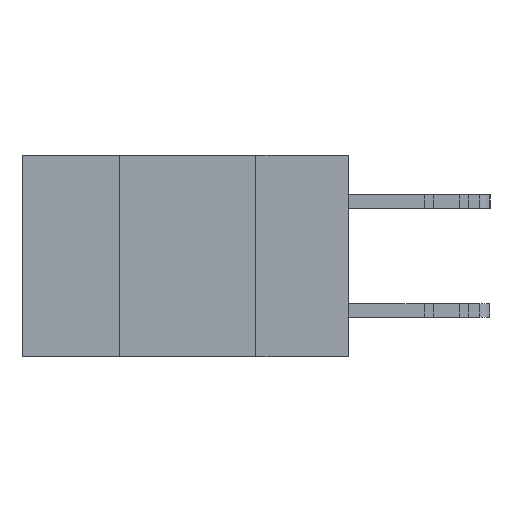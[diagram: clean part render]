
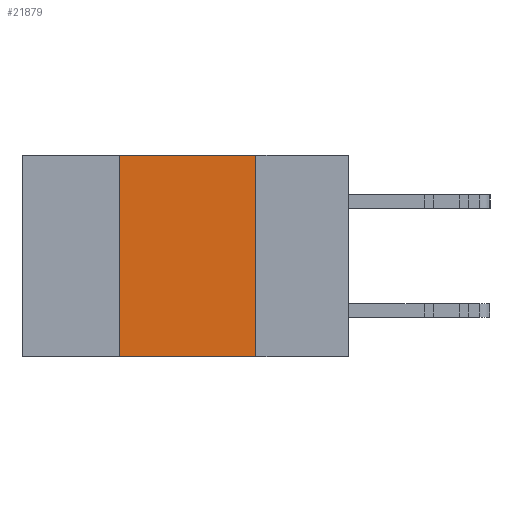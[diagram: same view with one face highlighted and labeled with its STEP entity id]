
A CAD part, left-side view. The second image highlights one B-rep face of the part: STEP entity #21879.
In plain terms, the highlighted planar face has unit normal (-1, 0, 0).
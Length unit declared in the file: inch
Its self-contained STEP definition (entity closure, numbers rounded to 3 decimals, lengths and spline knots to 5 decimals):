
#646 = VECTOR ( 'NONE', #8853, 39.37008 ) ;
#673 = ORIENTED_EDGE ( 'NONE', *, *, #20573, .F. ) ;
#3528 = EDGE_CURVE ( 'NONE', #7227, #24982, #7472, .T. ) ;
#4043 = VECTOR ( 'NONE', #25269, 39.37008 ) ;
#5229 = CARTESIAN_POINT ( 'NONE',  ( 0., 0.6, 0. ) ) ;
#5299 = CARTESIAN_POINT ( 'NONE',  ( 0., 0.17, 0. ) ) ;
#6126 = LINE ( 'NONE', #8286, #12643 ) ;
#6999 = PLANE ( 'NONE',  #14360 ) ;
#7193 = ORIENTED_EDGE ( 'NONE', *, *, #3528, .F. ) ;
#7227 = VERTEX_POINT ( 'NONE', #23650 ) ;
#7472 = LINE ( 'NONE', #26193, #22894 ) ;
#8286 = CARTESIAN_POINT ( 'NONE',  ( 0., 0.6, 0. ) ) ;
#8853 = DIRECTION ( 'NONE',  ( 0., 0., -1. ) ) ;
#9882 = EDGE_LOOP ( 'NONE', ( #20489, #673, #7193, #15529 ) ) ;
#10162 = VERTEX_POINT ( 'NONE', #5299 ) ;
#12643 = VECTOR ( 'NONE', #14399, 39.37008 ) ;
#12648 = EDGE_CURVE ( 'NONE', #7227, #18483, #23097, .T. ) ;
#13215 = CARTESIAN_POINT ( 'NONE',  ( 0., 0.42, 0. ) ) ;
#13645 = DIRECTION ( 'NONE',  ( 1., 0., 0. ) ) ;
#14360 = AXIS2_PLACEMENT_3D ( 'NONE', #5229, #13645, #17160 ) ;
#14399 = DIRECTION ( 'NONE',  ( 0., -1., 0. ) ) ;
#15529 = ORIENTED_EDGE ( 'NONE', *, *, #12648, .T. ) ;
#17160 = DIRECTION ( 'NONE',  ( 0., 0., -1. ) ) ;
#17245 = LINE ( 'NONE', #19264, #646 ) ;
#17263 = EDGE_CURVE ( 'NONE', #10162, #18483, #17245, .T. ) ;
#17410 = FACE_OUTER_BOUND ( 'NONE', #9882, .T. ) ;
#17637 = DIRECTION ( 'NONE',  ( 0., 0., 1. ) ) ;
#18483 = VERTEX_POINT ( 'NONE', #19713 ) ;
#19264 = CARTESIAN_POINT ( 'NONE',  ( 0., 0.17, -0.37 ) ) ;
#19713 = CARTESIAN_POINT ( 'NONE',  ( 0., 0.17, -0.37 ) ) ;
#20489 = ORIENTED_EDGE ( 'NONE', *, *, #17263, .F. ) ;
#20573 = EDGE_CURVE ( 'NONE', #24982, #10162, #6126, .T. ) ;
#21879 = ADVANCED_FACE ( 'NONE', ( #17410 ), #6999, .F. ) ;
#22894 = VECTOR ( 'NONE', #17637, 39.37008 ) ;
#23097 = LINE ( 'NONE', #25012, #4043 ) ;
#23650 = CARTESIAN_POINT ( 'NONE',  ( 0., 0.42, -0.37 ) ) ;
#24982 = VERTEX_POINT ( 'NONE', #13215 ) ;
#25012 = CARTESIAN_POINT ( 'NONE',  ( 0., 0.6, -0.37 ) ) ;
#25269 = DIRECTION ( 'NONE',  ( 0., -1., 0. ) ) ;
#26193 = CARTESIAN_POINT ( 'NONE',  ( 0., 0.42, -0.37 ) ) ;
